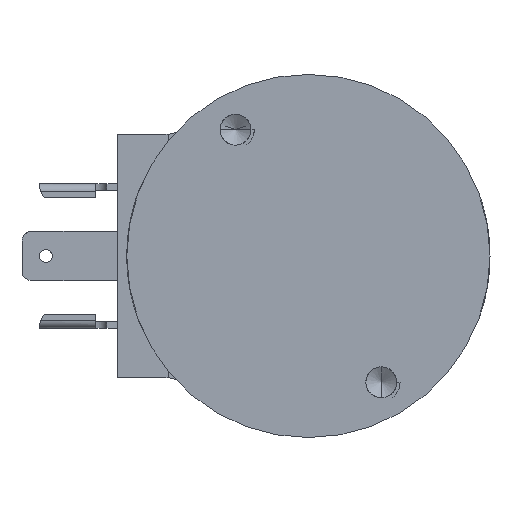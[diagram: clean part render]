
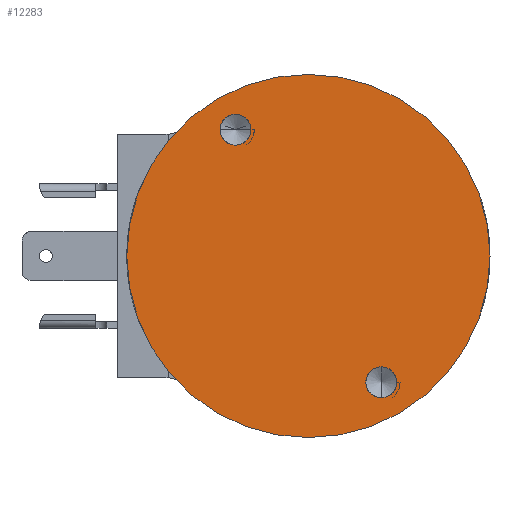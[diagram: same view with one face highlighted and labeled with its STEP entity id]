
A CAD part, front view. The second image highlights one B-rep face of the part: STEP entity #12283.
In plain terms, the highlighted planar face has unit normal (0, -1, 0).
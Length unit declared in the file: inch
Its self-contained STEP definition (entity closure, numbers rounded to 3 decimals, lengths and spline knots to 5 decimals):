
#63 = VERTEX_POINT ( 'NONE', #2567 ) ;
#131 = AXIS2_PLACEMENT_3D ( 'NONE', #311, #8330, #11273 ) ;
#311 = CARTESIAN_POINT ( 'NONE',  ( -0.375, -1.74, 0.64952 ) ) ;
#626 = CARTESIAN_POINT ( 'NONE',  ( 0.375, -1.74, -0.64952 ) ) ;
#828 = CARTESIAN_POINT ( 'NONE',  ( 0., -1.74, 0. ) ) ;
#848 = VERTEX_POINT ( 'NONE', #11914 ) ;
#1085 = FACE_OUTER_BOUND ( 'NONE', #3112, .T. ) ;
#1225 = EDGE_CURVE ( 'NONE', #9620, #63, #6364, .T. ) ;
#1468 = CARTESIAN_POINT ( 'NONE',  ( 0.4545, -1.74, -0.64952 ) ) ;
#1528 = ORIENTED_EDGE ( 'NONE', *, *, #1225, .F. ) ;
#1597 = EDGE_LOOP ( 'NONE', ( #5334, #1851, #8232 ) ) ;
#1702 = CARTESIAN_POINT ( 'NONE',  ( 0.375, -1.74, -0.64952 ) ) ;
#1851 = ORIENTED_EDGE ( 'NONE', *, *, #6985, .F. ) ;
#1990 = VERTEX_POINT ( 'NONE', #1468 ) ;
#2228 = CIRCLE ( 'NONE', #131, 0.0795 ) ;
#2277 = VERTEX_POINT ( 'NONE', #4941 ) ;
#2447 = CIRCLE ( 'NONE', #12294, 0.0795 ) ;
#2567 = CARTESIAN_POINT ( 'NONE',  ( 0., -1.74, -0.934 ) ) ;
#2785 = FACE_BOUND ( 'NONE', #10393, .T. ) ;
#3112 = EDGE_LOOP ( 'NONE', ( #1528, #8409 ) ) ;
#3540 = CARTESIAN_POINT ( 'NONE',  ( -0.2955, -1.74, 0.64952 ) ) ;
#3706 = AXIS2_PLACEMENT_3D ( 'NONE', #828, #8841, #7846 ) ;
#3863 = CIRCLE ( 'NONE', #6184, 0.0795 ) ;
#4078 = CIRCLE ( 'NONE', #11426, 0.0795 ) ;
#4232 = EDGE_CURVE ( 'NONE', #1990, #11102, #7421, .T. ) ;
#4235 = VERTEX_POINT ( 'NONE', #3540 ) ;
#4552 = DIRECTION ( 'NONE',  ( 0., 0., -1. ) ) ;
#4616 = CARTESIAN_POINT ( 'NONE',  ( 0.375, -1.74, -0.57002 ) ) ;
#4628 = DIRECTION ( 'NONE',  ( 0., -1., 0. ) ) ;
#4712 = CARTESIAN_POINT ( 'NONE',  ( 0., -1.74, 0. ) ) ;
#4941 = CARTESIAN_POINT ( 'NONE',  ( -0.375, -1.74, 0.72902 ) ) ;
#4970 = VERTEX_POINT ( 'NONE', #11652 ) ;
#4979 = CARTESIAN_POINT ( 'NONE',  ( 0., -1.74, 0. ) ) ;
#5334 = ORIENTED_EDGE ( 'NONE', *, *, #4232, .F. ) ;
#5459 = EDGE_CURVE ( 'NONE', #11102, #4970, #3863, .T. ) ;
#5513 = DIRECTION ( 'NONE',  ( 0., -1., 0. ) ) ;
#5642 = DIRECTION ( 'NONE',  ( 0., 0., 1. ) ) ;
#5753 = AXIS2_PLACEMENT_3D ( 'NONE', #1702, #5513, #12540 ) ;
#5788 = ORIENTED_EDGE ( 'NONE', *, *, #11373, .F. ) ;
#5819 = PLANE ( 'NONE',  #3706 ) ;
#5825 = CIRCLE ( 'NONE', #12313, 0.0795 ) ;
#6184 = AXIS2_PLACEMENT_3D ( 'NONE', #12416, #11568, #7497 ) ;
#6221 = DIRECTION ( 'NONE',  ( 0., 1., 0. ) ) ;
#6364 = CIRCLE ( 'NONE', #9306, 0.934 ) ;
#6607 = ORIENTED_EDGE ( 'NONE', *, *, #9670, .F. ) ;
#6718 = CARTESIAN_POINT ( 'NONE',  ( -0.375, -1.74, 0.64952 ) ) ;
#6795 = FACE_BOUND ( 'NONE', #1597, .T. ) ;
#6985 = EDGE_CURVE ( 'NONE', #4970, #1990, #4078, .T. ) ;
#7421 = CIRCLE ( 'NONE', #5753, 0.0795 ) ;
#7497 = DIRECTION ( 'NONE',  ( 0., 0., -1. ) ) ;
#7846 = DIRECTION ( 'NONE',  ( 0., 0., 1. ) ) ;
#7918 = CIRCLE ( 'NONE', #11251, 0.934 ) ;
#8033 = ORIENTED_EDGE ( 'NONE', *, *, #12537, .F. ) ;
#8232 = ORIENTED_EDGE ( 'NONE', *, *, #5459, .F. ) ;
#8330 = DIRECTION ( 'NONE',  ( 0., -1., 0. ) ) ;
#8409 = ORIENTED_EDGE ( 'NONE', *, *, #11579, .F. ) ;
#8636 = DIRECTION ( 'NONE',  ( 0., 0., -1. ) ) ;
#8841 = DIRECTION ( 'NONE',  ( 0., 1., 0. ) ) ;
#8884 = DIRECTION ( 'NONE',  ( 0., 0., -1. ) ) ;
#9306 = AXIS2_PLACEMENT_3D ( 'NONE', #4979, #6221, #10098 ) ;
#9620 = VERTEX_POINT ( 'NONE', #11141 ) ;
#9670 = EDGE_CURVE ( 'NONE', #2277, #848, #2228, .T. ) ;
#9872 = DIRECTION ( 'NONE',  ( 0., -1., 0. ) ) ;
#10098 = DIRECTION ( 'NONE',  ( 0., 0., 1. ) ) ;
#10393 = EDGE_LOOP ( 'NONE', ( #8033, #5788, #6607 ) ) ;
#10774 = CARTESIAN_POINT ( 'NONE',  ( -0.375, -1.74, 0.64952 ) ) ;
#11102 = VERTEX_POINT ( 'NONE', #4616 ) ;
#11141 = CARTESIAN_POINT ( 'NONE',  ( 0., -1.74, 0.934 ) ) ;
#11251 = AXIS2_PLACEMENT_3D ( 'NONE', #4712, #12792, #5642 ) ;
#11273 = DIRECTION ( 'NONE',  ( 0., 0., -1. ) ) ;
#11373 = EDGE_CURVE ( 'NONE', #848, #4235, #2447, .T. ) ;
#11426 = AXIS2_PLACEMENT_3D ( 'NONE', #626, #4628, #8636 ) ;
#11507 = DIRECTION ( 'NONE',  ( 0., -1., 0. ) ) ;
#11568 = DIRECTION ( 'NONE',  ( 0., -1., 0. ) ) ;
#11579 = EDGE_CURVE ( 'NONE', #63, #9620, #7918, .T. ) ;
#11652 = CARTESIAN_POINT ( 'NONE',  ( 0.375, -1.74, -0.72902 ) ) ;
#11914 = CARTESIAN_POINT ( 'NONE',  ( -0.375, -1.74, 0.57002 ) ) ;
#12283 = ADVANCED_FACE ( 'Defeatured_0_2', ( #1085, #2785, #6795 ), #5819, .F. ) ;
#12294 = AXIS2_PLACEMENT_3D ( 'NONE', #10774, #9872, #8884 ) ;
#12313 = AXIS2_PLACEMENT_3D ( 'NONE', #6718, #11507, #4552 ) ;
#12416 = CARTESIAN_POINT ( 'NONE',  ( 0.375, -1.74, -0.64952 ) ) ;
#12537 = EDGE_CURVE ( 'NONE', #4235, #2277, #5825, .T. ) ;
#12540 = DIRECTION ( 'NONE',  ( 0., 0., -1. ) ) ;
#12792 = DIRECTION ( 'NONE',  ( 0., 1., 0. ) ) ;
